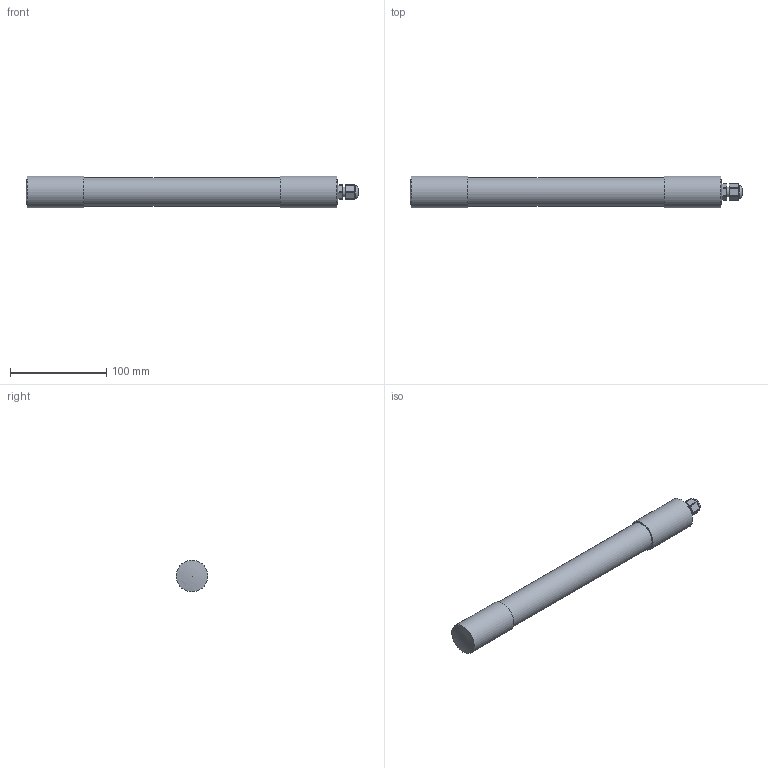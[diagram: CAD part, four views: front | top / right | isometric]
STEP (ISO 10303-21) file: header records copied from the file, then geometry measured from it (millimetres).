
FILE_DESCRIPTION(/* description */ (''),/* implementation_level */ '2;1');
FILE_NAME(/* name */ 'KE-LED-EA 3006-P Baugruppe.stp',/* time_stamp */ '2025-05-15T07:34:42+02:00',/* author */ ('stree'),/* organization */ (''),/* preprocessor_version */ 'ST-DEVELOPER v20.1',/* originating_system */ 'Autodesk Inventor 2026',/* authorisation */ '');
FILE_SCHEMA (('AUTOMOTIVE_DESIGN { 1 0 10303 214 3 1 1 }'));
Length unit declared in the file: millimetre
Products named in the file (6): KE-LED-EA 3006-P Baugruppe; Kabelverschraubung PG07; KE-LED-EA 3006-P - 3018-P Kappe Oben; KE-LED-EA 3006-P - 3018-P Kappe Unten; KE-LED-EA 3006-P MOD Rohr; KE-LED-EA 3006-P Platine
Assembly tree (5 placements, depth 2):
  KE-LED-EA 3006-P Baugruppe
    Kabelverschraubung PG07
    KE-LED-EA 3006-P - 3018-P Kappe Oben
    KE-LED-EA 3006-P - 3018-P Kappe Unten
    KE-LED-EA 3006-P MOD Rohr
    KE-LED-EA 3006-P Platine
Bounding box: 345.77 x 33 x 33 mm (x, y, z)
Volume: 114851.2 mm3; surface area: 98969.5 mm2
Topology: 5 solids, 5 shells, 76 faces, 171 edges, 114 vertices
Faces by surface type: plane 35, cylinder 30, torus 7, bspline 4
Full cylindrical faces by diameter (mm): 3 x6, 7.5 x1, 10 x1, 11.1 x1, 12 x2, 14 x1, 24 x1, 30 x3, 33 x2
Entity records: 2522 total; most frequent: CARTESIAN_POINT 474, DIRECTION 426, ORIENTED_EDGE 338, AXIS2_PLACEMENT_3D 174, EDGE_CURVE 169, VERTEX_POINT 114, EDGE_LOOP 93, CIRCLE 91
